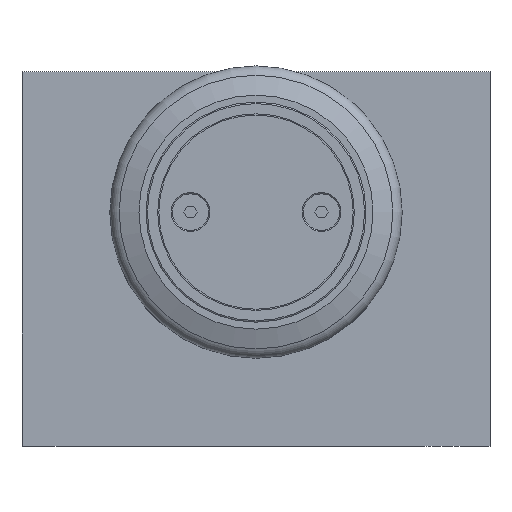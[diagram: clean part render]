
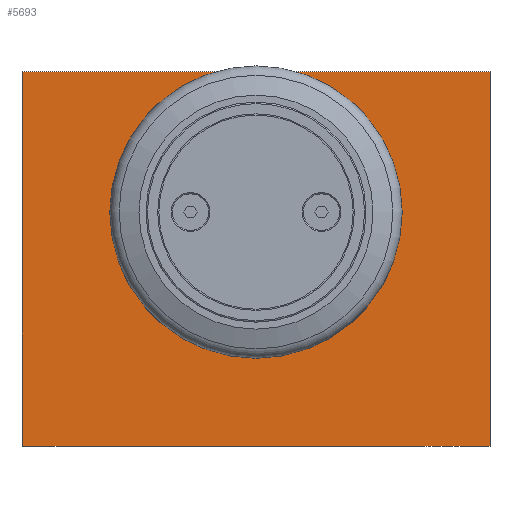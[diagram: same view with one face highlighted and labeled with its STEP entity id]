
A CAD part, front view. The second image highlights one B-rep face of the part: STEP entity #5693.
In plain terms, the highlighted planar face has unit normal (0, -1, 0).
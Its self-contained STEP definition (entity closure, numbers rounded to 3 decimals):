
#29=PLANE('',#6058);
#213=FACE_BOUND('',#613,.T.);
#297=FACE_OUTER_BOUND('',#612,.T.);
#612=EDGE_LOOP('',(#3800,#3801,#3802,#3803));
#613=EDGE_LOOP('',(#3804));
#958=CIRCLE('',#6035,20.5);
#1651=LINE('',#9519,#1925);
#1652=LINE('',#9521,#1926);
#1653=LINE('',#9523,#1927);
#1654=LINE('',#9524,#1928);
#1925=VECTOR('',#7147,10.);
#1926=VECTOR('',#7148,10.);
#1927=VECTOR('',#7149,10.);
#1928=VECTOR('',#7150,10.);
#2186=VERTEX_POINT('',#9422);
#2218=VERTEX_POINT('',#9517);
#2219=VERTEX_POINT('',#9518);
#2220=VERTEX_POINT('',#9520);
#2221=VERTEX_POINT('',#9522);
#2746=EDGE_CURVE('',#2186,#2186,#958,.T.);
#2791=EDGE_CURVE('',#2218,#2219,#1651,.T.);
#2792=EDGE_CURVE('',#2220,#2219,#1652,.T.);
#2793=EDGE_CURVE('',#2221,#2220,#1653,.T.);
#2794=EDGE_CURVE('',#2221,#2218,#1654,.T.);
#3800=ORIENTED_EDGE('',*,*,#2791,.T.);
#3801=ORIENTED_EDGE('',*,*,#2792,.F.);
#3802=ORIENTED_EDGE('',*,*,#2793,.F.);
#3803=ORIENTED_EDGE('',*,*,#2794,.T.);
#3804=ORIENTED_EDGE('',*,*,#2746,.T.);
#5693=ADVANCED_FACE('',(#297,#213),#29,.T.);
#6035=AXIS2_PLACEMENT_3D('',#9424,#7061,#7062);
#6058=AXIS2_PLACEMENT_3D('',#9516,#7145,#7146);
#7061=DIRECTION('center_axis',(0.,1.,0.));
#7062=DIRECTION('ref_axis',(-1.,0.,0.));
#7145=DIRECTION('center_axis',(0.,-1.,0.));
#7146=DIRECTION('ref_axis',(0.,0.,-1.));
#7147=DIRECTION('',(0.,0.,1.));
#7148=DIRECTION('',(1.,0.,0.));
#7149=DIRECTION('',(0.,0.,1.));
#7150=DIRECTION('',(1.,0.,0.));
#9422=CARTESIAN_POINT('',(70.5,0.,50.));
#9424=CARTESIAN_POINT('Origin',(50.,0.,50.));
#9516=CARTESIAN_POINT('Origin',(0.,0.,0.));
#9517=CARTESIAN_POINT('',(100.,0.,0.));
#9518=CARTESIAN_POINT('',(100.,0.,80.));
#9519=CARTESIAN_POINT('',(100.,0.,0.));
#9520=CARTESIAN_POINT('',(0.,0.,80.));
#9521=CARTESIAN_POINT('',(0.,0.,80.));
#9522=CARTESIAN_POINT('',(0.,0.,0.));
#9523=CARTESIAN_POINT('',(0.,0.,0.));
#9524=CARTESIAN_POINT('',(0.,0.,0.));
